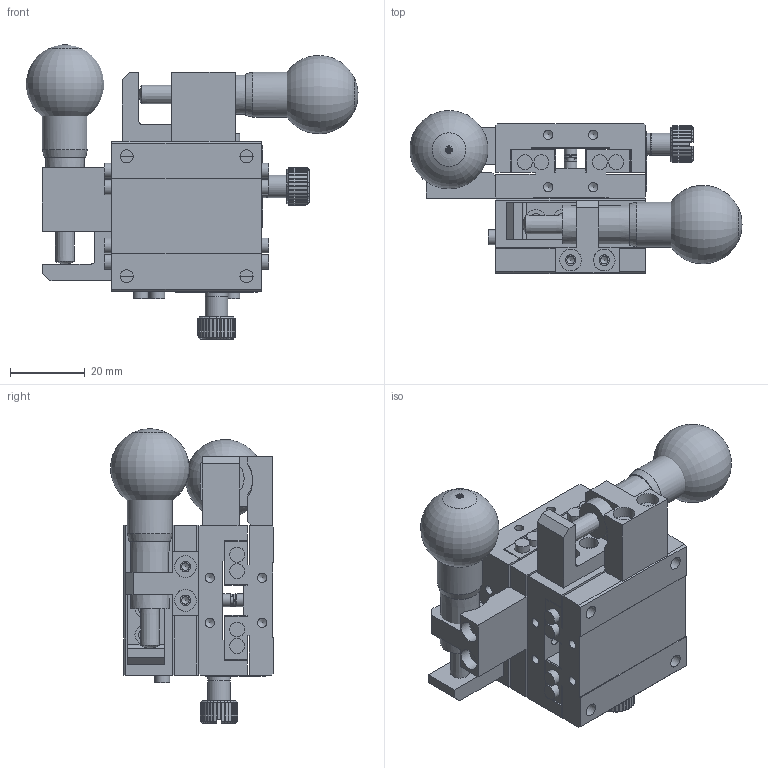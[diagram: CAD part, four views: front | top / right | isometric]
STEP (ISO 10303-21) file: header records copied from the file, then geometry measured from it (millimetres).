
FILE_DESCRIPTION (( 'STEP AP203' ), '1' );
FILE_NAME ('528881.STEP', '2024-11-13T02:41:02', ( 'Windows User' ), ( 'P R C' ), 'SwSTEP 2.0', 'SolidWorks 2020', '' );
FILE_SCHEMA (( 'CONFIG_CONTROL_DESIGN' ));
Products named in the file (1): 528881
Bounding box: 88.7 x 43.48 x 78.59 mm (x, y, z)
Volume: 69533 mm3; surface area: 45064.8 mm2
Topology: 8 solids, 22 shells, 4720 faces, 10004 edges, 5400 vertices
Faces by surface type: bspline 2880, cylinder 1070, plane 436, cone 322, torus 12
Full cylindrical faces by diameter (mm): 1.567 x24, 2 x4, 2.013 x16, 2.459 x44, 2.5 x20, 2.8 x4, 3 x6, 3.2 x10, 3.372 x2, 3.374 x2, 3.4 x4, 3.5 x8, 4 x16, 4.4 x16, 4.917 x2, 5 x4, 5.8 x4, 6 x20, 9 x2, 9.5 x2, 12.034 x2
Entity records: 173887 total; most frequent: CARTESIAN_POINT 107777, ORIENTED_EDGE 19208, EDGE_CURVE 9604, DIRECTION 6618, VERTEX_POINT 5304, EDGE_LOOP 5192, FACE_OUTER_BOUND 4932, ADVANCED_FACE 4720
